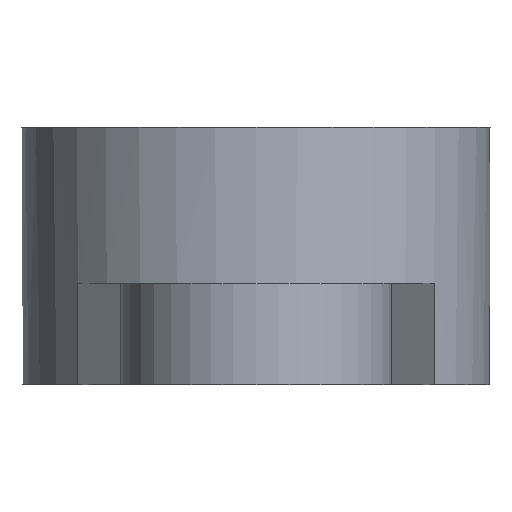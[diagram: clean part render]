
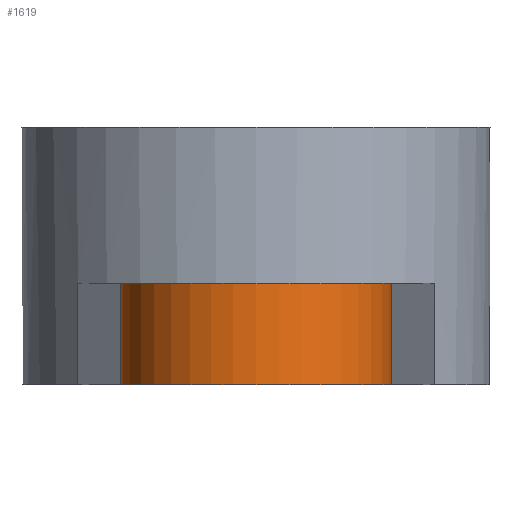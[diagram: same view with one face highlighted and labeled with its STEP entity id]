
A CAD part, left-side view. The second image highlights one B-rep face of the part: STEP entity #1619.
In plain terms, the highlighted cylindrical face has radius 2.002 mm (diameter 4.004 mm), a partial arc.
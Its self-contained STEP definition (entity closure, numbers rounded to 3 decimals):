
#126 = PLANE('',#127);
#127 = AXIS2_PLACEMENT_3D('',#128,#129,#130);
#128 = CARTESIAN_POINT('',(0.,0.,0.));
#129 = DIRECTION('',(-0.,-0.,-1.));
#130 = DIRECTION('',(-1.,0.,0.));
#429 = PLANE('',#430);
#430 = AXIS2_PLACEMENT_3D('',#431,#432,#433);
#431 = CARTESIAN_POINT('',(-2.239,-2.625,0.));
#432 = DIRECTION('',(-0.046,-0.999,0.));
#433 = DIRECTION('',(-0.999,0.046,0.));
#458 = PLANE('',#459);
#459 = AXIS2_PLACEMENT_3D('',#460,#461,#462);
#460 = CARTESIAN_POINT('',(0.,0.,1.5)
  );
#461 = DIRECTION('',(-0.,-0.,-1.));
#462 = DIRECTION('',(-1.,0.,0.));
#488 = PLANE('',#489);
#489 = AXIS2_PLACEMENT_3D('',#490,#491,#492);
#490 = CARTESIAN_POINT('',(-15.693,2.,0.));
#491 = DIRECTION('',(-0.046,0.999,0.));
#492 = DIRECTION('',(0.999,0.046,0.));
#506 = VERTEX_POINT('',#507);
#507 = CARTESIAN_POINT('',(-15.693,-2.,0.));
#528 = EDGE_CURVE('',#529,#506,#531,.T.);
#529 = VERTEX_POINT('',#530);
#530 = CARTESIAN_POINT('',(-15.693,2.,0.));
#531 = SURFACE_CURVE('',#532,(#537,#548),.PCURVE_S1.);
#532 = CIRCLE('',#533,2.002);
#533 = AXIS2_PLACEMENT_3D('',#534,#535,#536);
#534 = CARTESIAN_POINT('',(-15.6,0.,0.));
#535 = DIRECTION('',(0.,0.,1.));
#536 = DIRECTION('',(1.,0.,0.));
#537 = PCURVE('',#126,#538);
#538 = DEFINITIONAL_REPRESENTATION('',(#539),#547);
#539 = ( BOUNDED_CURVE() B_SPLINE_CURVE(2,(#540,#541,#542,#543,#544,#545
,#546),.UNSPECIFIED.,.T.,.F.) B_SPLINE_CURVE_WITH_KNOTS((1,2,2,2,2,1),(
    -2.094,0.,2.094,4.189,6.283,
8.378),.UNSPECIFIED.) CURVE() GEOMETRIC_REPRESENTATION_ITEM() 
RATIONAL_B_SPLINE_CURVE((1.,0.5,1.,0.5,1.,0.5,1.)) REPRESENTATION_ITEM(
  '') );
#540 = CARTESIAN_POINT('',(13.598,0.));
#541 = CARTESIAN_POINT('',(13.598,3.468));
#542 = CARTESIAN_POINT('',(16.601,1.734));
#543 = CARTESIAN_POINT('',(19.604,0.));
#544 = CARTESIAN_POINT('',(16.601,-1.734));
#545 = CARTESIAN_POINT('',(13.598,-3.468));
#546 = CARTESIAN_POINT('',(13.598,0.));
#547 = ( GEOMETRIC_REPRESENTATION_CONTEXT(2) 
PARAMETRIC_REPRESENTATION_CONTEXT() REPRESENTATION_CONTEXT('2D SPACE',''
  ) );
#548 = PCURVE('',#549,#554);
#549 = CYLINDRICAL_SURFACE('',#550,2.002);
#550 = AXIS2_PLACEMENT_3D('',#551,#552,#553);
#551 = CARTESIAN_POINT('',(-15.6,0.,0.));
#552 = DIRECTION('',(-0.,-0.,-1.));
#553 = DIRECTION('',(1.,0.,0.));
#554 = DEFINITIONAL_REPRESENTATION('',(#555),#559);
#555 = LINE('',#556,#557);
#556 = CARTESIAN_POINT('',(-0.,0.));
#557 = VECTOR('',#558,1.);
#558 = DIRECTION('',(-1.,0.));
#559 = ( GEOMETRIC_REPRESENTATION_CONTEXT(2) 
PARAMETRIC_REPRESENTATION_CONTEXT() REPRESENTATION_CONTEXT('2D SPACE',''
  ) );
#1315 = VERTEX_POINT('',#1316);
#1316 = CARTESIAN_POINT('',(-15.693,-2.,1.5));
#1337 = EDGE_CURVE('',#506,#1315,#1338,.T.);
#1338 = SURFACE_CURVE('',#1339,(#1343,#1350),.PCURVE_S1.);
#1339 = LINE('',#1340,#1341);
#1340 = CARTESIAN_POINT('',(-15.693,-2.,0.));
#1341 = VECTOR('',#1342,1.);
#1342 = DIRECTION('',(0.,0.,1.));
#1343 = PCURVE('',#429,#1344);
#1344 = DEFINITIONAL_REPRESENTATION('',(#1345),#1349);
#1345 = LINE('',#1346,#1347);
#1346 = CARTESIAN_POINT('',(13.469,0.));
#1347 = VECTOR('',#1348,1.);
#1348 = DIRECTION('',(0.,-1.));
#1349 = ( GEOMETRIC_REPRESENTATION_CONTEXT(2) 
PARAMETRIC_REPRESENTATION_CONTEXT() REPRESENTATION_CONTEXT('2D SPACE',''
  ) );
#1350 = PCURVE('',#549,#1351);
#1351 = DEFINITIONAL_REPRESENTATION('',(#1352),#1356);
#1352 = LINE('',#1353,#1354);
#1353 = CARTESIAN_POINT('',(-4.666,0.));
#1354 = VECTOR('',#1355,1.);
#1355 = DIRECTION('',(-0.,-1.));
#1356 = ( GEOMETRIC_REPRESENTATION_CONTEXT(2) 
PARAMETRIC_REPRESENTATION_CONTEXT() REPRESENTATION_CONTEXT('2D SPACE',''
  ) );
#1364 = EDGE_CURVE('',#1365,#1315,#1367,.T.);
#1365 = VERTEX_POINT('',#1366);
#1366 = CARTESIAN_POINT('',(-15.693,2.,1.5));
#1367 = SURFACE_CURVE('',#1368,(#1373,#1384),.PCURVE_S1.);
#1368 = CIRCLE('',#1369,2.002);
#1369 = AXIS2_PLACEMENT_3D('',#1370,#1371,#1372);
#1370 = CARTESIAN_POINT('',(-15.6,0.,1.5));
#1371 = DIRECTION('',(0.,0.,1.));
#1372 = DIRECTION('',(1.,0.,0.));
#1373 = PCURVE('',#458,#1374);
#1374 = DEFINITIONAL_REPRESENTATION('',(#1375),#1383);
#1375 = ( BOUNDED_CURVE() B_SPLINE_CURVE(2,(#1376,#1377,#1378,#1379,
#1380,#1381,#1382),.UNSPECIFIED.,.T.,.F.) B_SPLINE_CURVE_WITH_KNOTS((1,2
    ,2,2,2,1),(-2.094,0.,2.094,4.189,
6.283,8.378),.UNSPECIFIED.) CURVE() 
GEOMETRIC_REPRESENTATION_ITEM() RATIONAL_B_SPLINE_CURVE((1.,0.5,1.,0.5,
1.,0.5,1.)) REPRESENTATION_ITEM('') );
#1376 = CARTESIAN_POINT('',(13.598,0.));
#1377 = CARTESIAN_POINT('',(13.598,3.468));
#1378 = CARTESIAN_POINT('',(16.601,1.734));
#1379 = CARTESIAN_POINT('',(19.604,0.));
#1380 = CARTESIAN_POINT('',(16.601,-1.734));
#1381 = CARTESIAN_POINT('',(13.598,-3.468));
#1382 = CARTESIAN_POINT('',(13.598,0.));
#1383 = ( GEOMETRIC_REPRESENTATION_CONTEXT(2) 
PARAMETRIC_REPRESENTATION_CONTEXT() REPRESENTATION_CONTEXT('2D SPACE',''
  ) );
#1384 = PCURVE('',#549,#1385);
#1385 = DEFINITIONAL_REPRESENTATION('',(#1386),#1390);
#1386 = LINE('',#1387,#1388);
#1387 = CARTESIAN_POINT('',(-0.,-1.5));
#1388 = VECTOR('',#1389,1.);
#1389 = DIRECTION('',(-1.,0.));
#1390 = ( GEOMETRIC_REPRESENTATION_CONTEXT(2) 
PARAMETRIC_REPRESENTATION_CONTEXT() REPRESENTATION_CONTEXT('2D SPACE',''
  ) );
#1596 = EDGE_CURVE('',#529,#1365,#1597,.T.);
#1597 = SURFACE_CURVE('',#1598,(#1602,#1609),.PCURVE_S1.);
#1598 = LINE('',#1599,#1600);
#1599 = CARTESIAN_POINT('',(-15.693,2.,0.));
#1600 = VECTOR('',#1601,1.);
#1601 = DIRECTION('',(0.,0.,1.));
#1602 = PCURVE('',#488,#1603);
#1603 = DEFINITIONAL_REPRESENTATION('',(#1604),#1608);
#1604 = LINE('',#1605,#1606);
#1605 = CARTESIAN_POINT('',(0.,0.));
#1606 = VECTOR('',#1607,1.);
#1607 = DIRECTION('',(0.,-1.));
#1608 = ( GEOMETRIC_REPRESENTATION_CONTEXT(2) 
PARAMETRIC_REPRESENTATION_CONTEXT() REPRESENTATION_CONTEXT('2D SPACE',''
  ) );
#1609 = PCURVE('',#549,#1610);
#1610 = DEFINITIONAL_REPRESENTATION('',(#1611),#1615);
#1611 = LINE('',#1612,#1613);
#1612 = CARTESIAN_POINT('',(-1.617,0.));
#1613 = VECTOR('',#1614,1.);
#1614 = DIRECTION('',(-0.,-1.));
#1615 = ( GEOMETRIC_REPRESENTATION_CONTEXT(2) 
PARAMETRIC_REPRESENTATION_CONTEXT() REPRESENTATION_CONTEXT('2D SPACE',''
  ) );
#1619 = ADVANCED_FACE('',(#1620),#549,.T.);
#1620 = FACE_BOUND('',#1621,.F.);
#1621 = EDGE_LOOP('',(#1622,#1623,#1624,#1625));
#1622 = ORIENTED_EDGE('',*,*,#1596,.T.);
#1623 = ORIENTED_EDGE('',*,*,#1364,.T.);
#1624 = ORIENTED_EDGE('',*,*,#1337,.F.);
#1625 = ORIENTED_EDGE('',*,*,#528,.F.);
